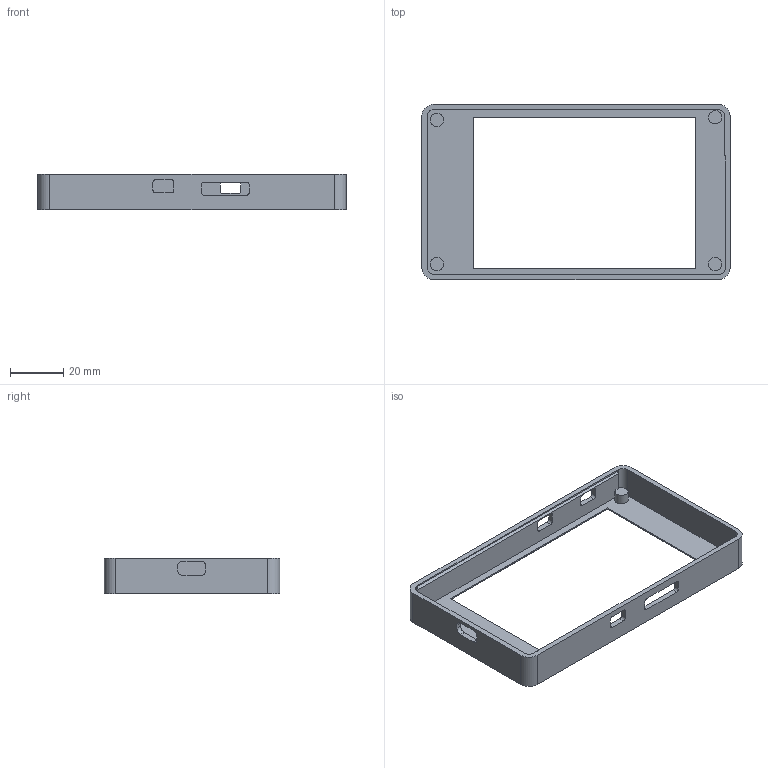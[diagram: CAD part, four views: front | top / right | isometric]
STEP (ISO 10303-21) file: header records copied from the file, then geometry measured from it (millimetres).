
FILE_DESCRIPTION(/* description */ (''),/* implementation_level */ '2;1');
FILE_NAME(/* name */ 'Case bottom Inc HolesV15.step',/* time_stamp */ '2025-10-04T00:13:43+01:00',/* author */ (''),/* organization */ (''),/* preprocessor_version */ 'ST-DEVELOPER v20.1',/* originating_system */ 'Autodesk Translation Framework v14.17.0.0',/* authorisation */ '');
FILE_SCHEMA (('AUTOMOTIVE_DESIGN { 1 0 10303 214 3 1 1 }'));
Length unit declared in the file: millimetre
Products named in the file (1): Case bottom Inc Holes(1)
Bounding box: 116 x 66 x 13.5 mm (x, y, z)
Volume: 12090.4 mm3; surface area: 15181.3 mm2
Topology: 1 solids, 1 shells, 85 faces, 224 edges, 148 vertices
Faces by surface type: plane 52, cylinder 33
Full cylindrical faces by diameter (mm): 5 x3
Entity records: 2696 total; most frequent: DIRECTION 462, CARTESIAN_POINT 458, ORIENTED_EDGE 448, EDGE_CURVE 224, LINE 158, VECTOR 158, AXIS2_PLACEMENT_3D 152, VERTEX_POINT 148
